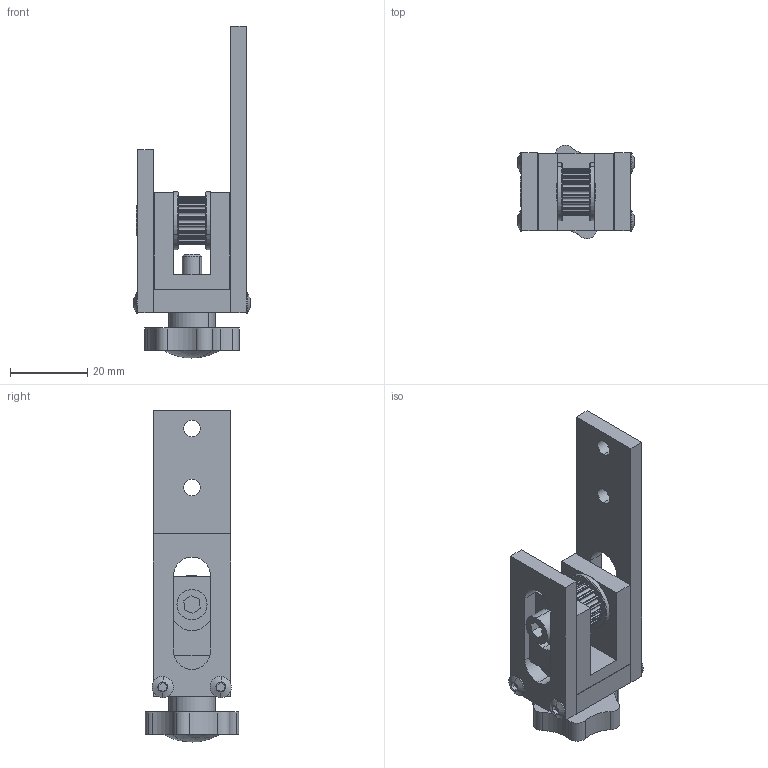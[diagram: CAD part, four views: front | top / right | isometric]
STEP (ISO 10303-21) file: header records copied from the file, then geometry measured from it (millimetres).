
FILE_DESCRIPTION (( 'STEP AP203' ), '1' );
FILE_NAME ('2020 Belt Tensioner G_K.STEP', '2023-10-02T12:51:56', ( '' ), ( '' ), 'SwSTEP 2.0', 'SolidWorks 2022', '' );
FILE_SCHEMA (( 'CONFIG_CONTROL_DESIGN' ));
Length unit declared in the file: metre
Products named in the file (12): 2020 Belt Tensioner G_K; 2020 Tensioner Long side; 2020 Tensioner Pulley Cradle; 2020 Tensioner Rear; 2020 Tensioner Short side; M3x10mm bolt; Ball bearing (5x9x3)mm003.step; GT2_Idler_20T_6mm.step; 2020 Tensioner Adjusting Screw; GT2_Idler_20T.step; M5 Cap head Screw; Ball bearing (5x9x3)mm004.step
Assembly tree (14 placements, depth 3):
  2020 Belt Tensioner G_K
    2020 Tensioner Pulley Cradle
    2020 Tensioner Rear
    2020 Tensioner Short side
    2020 Tensioner Long side
    2020 Tensioner Adjusting Screw
    M5 Cap head Screw
    GT2_Idler_20T_6mm.step
      GT2_Idler_20T.step
      Ball bearing (5x9x3)mm003.step
      Ball bearing (5x9x3)mm004.step
    M3x10mm bolt  x4
Bounding box: 30 x 24.16 x 85.75 mm (x, y, z)
Volume: 20080.9 mm3; surface area: 14838.6 mm2
Topology: 13 solids, 13 shells, 412 faces, 1004 edges, 643 vertices
Faces by surface type: cylinder 222, plane 112, bspline 50, cone 28
Entity records: 12918 total; most frequent: CARTESIAN_POINT 2865, DIRECTION 1972, ORIENTED_EDGE 1776, EDGE_CURVE 888, AXIS2_PLACEMENT_3D 810, VERTEX_POINT 571, CIRCLE 484, EDGE_LOOP 409
